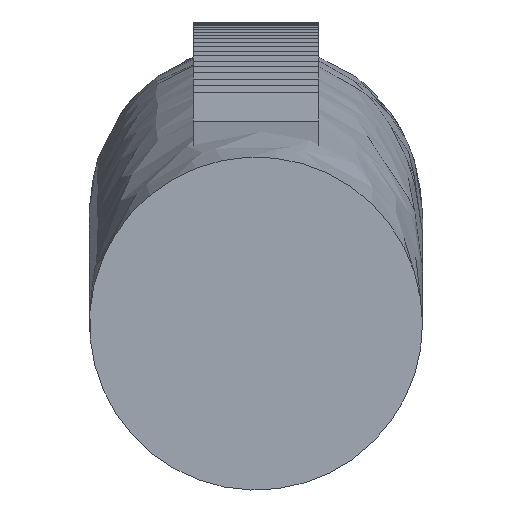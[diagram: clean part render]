
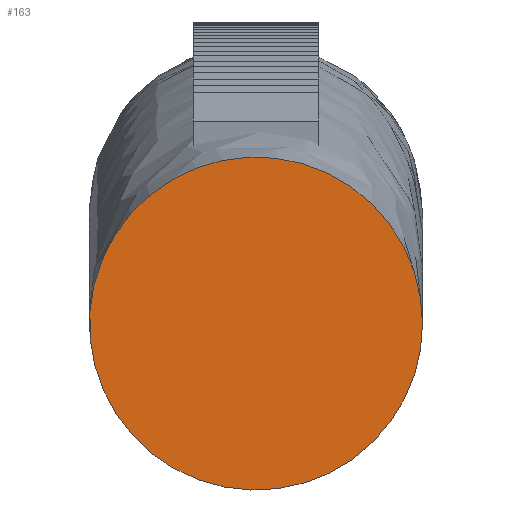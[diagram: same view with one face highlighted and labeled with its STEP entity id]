
A CAD part, front view. The second image highlights one B-rep face of the part: STEP entity #163.
In plain terms, the highlighted planar face has unit normal (0, -1, 0).
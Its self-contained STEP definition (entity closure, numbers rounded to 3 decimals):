
#24 = VERTEX_POINT('',#25);
#25 = CARTESIAN_POINT('',(7.956,0.,
    0.));
#35 = ( BOUNDED_SURFACE() B_SPLINE_SURFACE(6,5,(
    (#36,#37,#38,#39,#40,#41)
    ,(#42,#43,#44,#45,#46,#47)
    ,(#48,#49,#50,#51,#52,#53)
    ,(#54,#55,#56,#57,#58,#59)
    ,(#60,#61,#62,#63,#64,#65)
    ,(#66,#67,#68,#69,#70,#71)
    ,(#72,#73,#74,#75,#76,#77
)),.UNSPECIFIED.,.T.,.F.,.F.) B_SPLINE_SURFACE_WITH_KNOTS((1,6,6,1),(6,6
    ),(-6.283,0.,6.283,12.566),(
    1.523,1.788),.UNSPECIFIED.) 
GEOMETRIC_REPRESENTATION_ITEM() RATIONAL_B_SPLINE_SURFACE((
    (1.669,1.669,1.669,1.669
      ,1.669,1.669)
    ,(1.037,1.037,1.037,1.037
      ,1.037,1.037)
    ,(1.038,1.038,1.038,1.038
      ,1.038,1.038)
    ,(0.854,0.854,0.854,0.854
      ,0.854,0.854)
    ,(1.038,1.038,1.038,1.038
      ,1.038,1.038)
    ,(1.037,1.037,1.037,1.037
      ,1.037,1.037)
    ,(1.669,1.669,1.669,1.669
,1.669,1.669))) REPRESENTATION_ITEM('') SURFACE() );
#36 = CARTESIAN_POINT('',(7.956,60.845,5.145)
  );
#37 = CARTESIAN_POINT('',(7.956,48.611,5.733)
  );
#38 = CARTESIAN_POINT('',(7.956,36.338,5.512)
  );
#39 = CARTESIAN_POINT('',(7.956,24.098,4.477)
  );
#40 = CARTESIAN_POINT('',(7.956,11.962,2.634)
  );
#41 = CARTESIAN_POINT('',(7.956,0.,
    0.));
#42 = CARTESIAN_POINT('',(7.956,60.845,18.365
    ));
#43 = CARTESIAN_POINT('',(7.956,48.611,18.953)
  );
#44 = CARTESIAN_POINT('',(7.956,36.338,18.732)
  );
#45 = CARTESIAN_POINT('',(7.956,24.098,17.697
    ));
#46 = CARTESIAN_POINT('',(7.956,11.962,15.855
    ));
#47 = CARTESIAN_POINT('',(7.956,0.,
    13.22));
#48 = CARTESIAN_POINT('',(-8.391,60.845,
    20.263));
#49 = CARTESIAN_POINT('',(-8.391,48.611,
    20.852));
#50 = CARTESIAN_POINT('',(-8.391,36.338,
    20.63));
#51 = CARTESIAN_POINT('',(-8.391,24.098,
    19.595));
#52 = CARTESIAN_POINT('',(-8.391,11.962,
    17.753));
#53 = CARTESIAN_POINT('',(-8.391,0.,
    15.118));
#54 = CARTESIAN_POINT('',(-21.873,60.845,5.145
    ));
#55 = CARTESIAN_POINT('',(-21.873,48.611,5.733
    ));
#56 = CARTESIAN_POINT('',(-21.873,36.338,5.512
    ));
#57 = CARTESIAN_POINT('',(-21.873,24.098,4.477
    ));
#58 = CARTESIAN_POINT('',(-21.873,11.962,2.634
    ));
#59 = CARTESIAN_POINT('',(-21.873,0.,
    0.));
#60 = CARTESIAN_POINT('',(-8.391,60.845,
    -9.974));
#61 = CARTESIAN_POINT('',(-8.391,48.611,
    -9.385));
#62 = CARTESIAN_POINT('',(-8.391,36.338,
    -9.606));
#63 = CARTESIAN_POINT('',(-8.391,24.098,
    -10.641));
#64 = CARTESIAN_POINT('',(-8.391,11.962,
    -12.484));
#65 = CARTESIAN_POINT('',(-8.391,0.,
    -15.118));
#66 = CARTESIAN_POINT('',(7.956,60.845,-8.076)
  );
#67 = CARTESIAN_POINT('',(7.956,48.611,-7.487
    ));
#68 = CARTESIAN_POINT('',(7.956,36.338,-7.708
    ));
#69 = CARTESIAN_POINT('',(7.956,24.098,-8.743
    ));
#70 = CARTESIAN_POINT('',(7.956,11.962,-10.586
    ));
#71 = CARTESIAN_POINT('',(7.956,0.,
    -13.22));
#72 = CARTESIAN_POINT('',(7.956,60.845,5.145)
  );
#73 = CARTESIAN_POINT('',(7.956,48.611,5.733)
  );
#74 = CARTESIAN_POINT('',(7.956,36.338,5.512)
  );
#75 = CARTESIAN_POINT('',(7.956,24.098,4.477)
  );
#76 = CARTESIAN_POINT('',(7.956,11.962,2.634)
  );
#77 = CARTESIAN_POINT('',(7.956,0.,
    0.));
#91 = EDGE_CURVE('',#24,#24,#92,.T.);
#92 = SURFACE_CURVE('',#93,(#101,#108),.PCURVE_S1.);
#93 = ( BOUNDED_CURVE() B_SPLINE_CURVE(6,(#94,#95,#96,#97,#98,#99,#100),
.UNSPECIFIED.,.T.,.F.) B_SPLINE_CURVE_WITH_KNOTS((1,6,6,1),(
    -6.283,0.,6.283,12.566),
.UNSPECIFIED.) CURVE() GEOMETRIC_REPRESENTATION_ITEM() 
RATIONAL_B_SPLINE_CURVE((1.669,1.037,1.038,
    0.854,1.038,1.037,1.669)) 
REPRESENTATION_ITEM('') );
#94 = CARTESIAN_POINT('',(7.956,0.,
    0.));
#95 = CARTESIAN_POINT('',(7.956,0.,
    13.22));
#96 = CARTESIAN_POINT('',(-8.391,0.,
    15.118));
#97 = CARTESIAN_POINT('',(-21.873,0.,
    0.));
#98 = CARTESIAN_POINT('',(-8.391,0.,
    -15.118));
#99 = CARTESIAN_POINT('',(7.956,0.,
    -13.22));
#100 = CARTESIAN_POINT('',(7.956,0.,
    0.));
#101 = PCURVE('',#35,#102);
#102 = DEFINITIONAL_REPRESENTATION('',(#103),#107);
#103 = LINE('',#104,#105);
#104 = CARTESIAN_POINT('',(0.,1.788));
#105 = VECTOR('',#106,1.);
#106 = DIRECTION('',(1.,0.));
#107 = ( GEOMETRIC_REPRESENTATION_CONTEXT(2) 
PARAMETRIC_REPRESENTATION_CONTEXT() REPRESENTATION_CONTEXT('2D SPACE',''
  ) );
#108 = PCURVE('',#109,#114);
#109 = PLANE('',#110);
#110 = AXIS2_PLACEMENT_3D('',#111,#112,#113);
#111 = CARTESIAN_POINT('',(7.956,0.,
    0.));
#112 = DIRECTION('',(0.,1.,0.));
#113 = DIRECTION('',(0.,0.,1.));
#114 = DEFINITIONAL_REPRESENTATION('',(#115),#123);
#115 = ( BOUNDED_CURVE() B_SPLINE_CURVE(6,(#116,#117,#118,#119,#120,#121
,#122),.UNSPECIFIED.,.F.,.F.) B_SPLINE_CURVE_WITH_KNOTS((1,6,6,1),(
    -6.283,0.,6.283,12.566),
.UNSPECIFIED.) CURVE() GEOMETRIC_REPRESENTATION_ITEM() 
RATIONAL_B_SPLINE_CURVE((1.669,1.037,1.038,
    0.854,1.038,1.037,1.669)) 
REPRESENTATION_ITEM('') );
#116 = CARTESIAN_POINT('',(0.,0.));
#117 = CARTESIAN_POINT('',(13.22,0.));
#118 = CARTESIAN_POINT('',(15.118,-16.347));
#119 = CARTESIAN_POINT('',(0.,-29.83));
#120 = CARTESIAN_POINT('',(-15.118,-16.347));
#121 = CARTESIAN_POINT('',(-13.22,0.));
#122 = CARTESIAN_POINT('',(0.,0.));
#123 = ( GEOMETRIC_REPRESENTATION_CONTEXT(2) 
PARAMETRIC_REPRESENTATION_CONTEXT() REPRESENTATION_CONTEXT('2D SPACE',''
  ) );
#163 = ADVANCED_FACE('',(#164),#109,.F.);
#164 = FACE_BOUND('',#165,.T.);
#165 = EDGE_LOOP('',(#166));
#166 = ORIENTED_EDGE('',*,*,#91,.T.);
